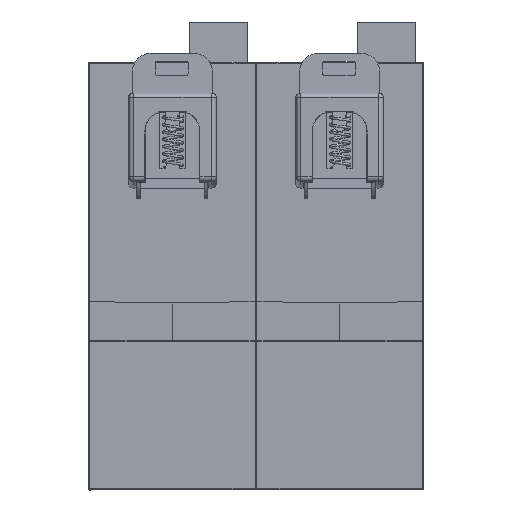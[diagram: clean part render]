
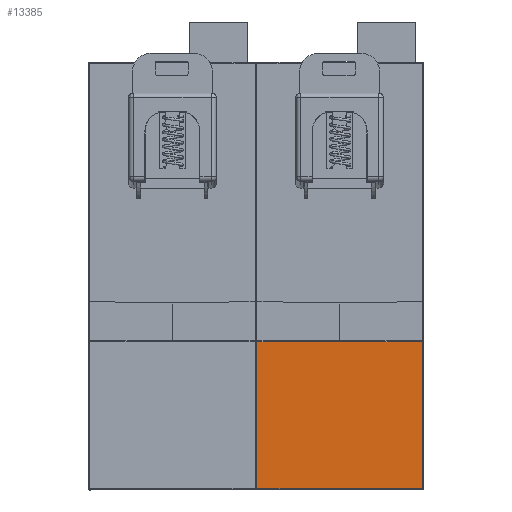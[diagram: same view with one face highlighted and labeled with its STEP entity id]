
A CAD part, top view. The second image highlights one B-rep face of the part: STEP entity #13385.
In plain terms, the highlighted planar face has unit normal (0, 0, 1).
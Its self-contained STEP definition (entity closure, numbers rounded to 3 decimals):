
#133 = CARTESIAN_POINT ( 'NONE',  ( -17.513, -13.92, 33.257 ) ) ;
#250 = EDGE_CURVE ( '����������� ������� Defeature2_91+����������� ������� Defeature2_104+����������� ������� Defeature2_105+����������� ������� Defeature2_92', #25252, #15038, #21500, .T. ) ;
#347 = VERTEX_POINT ( 'NONE', #6762 ) ;
#1526 = DIRECTION ( 'NONE',  ( 0., 0., -1. ) ) ;
#2671 = EDGE_CURVE ( '����������� ������� Defeature2_89+����������� ������� Defeature2_104+����������� ������� Defeature2_47+����������� ������� Defeature2_45', #18817, #20693, #13456, .T. ) ;
#4126 = EDGE_LOOP ( 'NONE', ( #17289, #21663, #4526, #24344, #17612 ) ) ;
#4208 = VECTOR ( 'NONE', #4720, 1000. ) ;
#4526 = ORIENTED_EDGE ( 'NONE', *, *, #15402, .F. ) ;
#4720 = DIRECTION ( 'NONE',  ( 1., 0.002, 0. ) ) ;
#5125 = EDGE_CURVE ( '����������� ������� Defeature2_92+����������� ������� Defeature2_104+����������� ������� Defeature2_91+����������� ������� Defeature2_47', #15038, #18817, #21350, .T. ) ;
#5456 = VECTOR ( 'NONE', #10341, 1000. ) ;
#5810 = DIRECTION ( 'NONE',  ( 0., 1., 0. ) ) ;
#6762 = CARTESIAN_POINT ( 'NONE',  ( -17.513, -45.091, 33.257 ) ) ;
#7321 = DIRECTION ( 'NONE',  ( -1., 0., 0. ) ) ;
#8308 = LINE ( 'NONE', #11757, #18433 ) ;
#9011 = CARTESIAN_POINT ( 'NONE',  ( 0., -13.89, 33.257 ) ) ;
#9530 = PLANE ( 'NONE',  #17309 ) ;
#10341 = DIRECTION ( 'NONE',  ( -1., 0., 0. ) ) ;
#10404 = EDGE_CURVE ( '����������� ������� Defeature2_113+����������� ������� Defeature2_104+����������� ������� Defeature2_103+����������� ������� Defeature2_105', #347, #25252, #8308, .T. ) ;
#11757 = CARTESIAN_POINT ( 'NONE',  ( -17.513, 0., 33.257 ) ) ;
#11926 = CARTESIAN_POINT ( 'NONE',  ( 0., -13.89, 33.257 ) ) ;
#13385 = ADVANCED_FACE ( '����������� ������� Defeature2_104', ( #24470 ), #9530, .F. ) ;
#13456 = LINE ( 'NONE', #19228, #15022 ) ;
#13576 = DIRECTION ( 'NONE',  ( 0., -1., 0. ) ) ;
#14477 = CARTESIAN_POINT ( 'NONE',  ( -17.513, -13.92, 33.257 ) ) ;
#14650 = CARTESIAN_POINT ( 'NONE',  ( -17.714, -45.091, 33.257 ) ) ;
#15022 = VECTOR ( 'NONE', #13576, 1000. ) ;
#15038 = VERTEX_POINT ( 'NONE', #9011 ) ;
#15402 = EDGE_CURVE ( '����������� ������� Defeature2_90+����������� ������� Defeature2_104+����������� ������� Defeature2_45+����������� ������� Defeature2_103', #20693, #347, #24614, .T. ) ;
#17289 = ORIENTED_EDGE ( 'NONE', *, *, #250, .F. ) ;
#17309 = AXIS2_PLACEMENT_3D ( 'NONE', #23756, #1526, #7321 ) ;
#17612 = ORIENTED_EDGE ( 'NONE', *, *, #5125, .F. ) ;
#18157 = CARTESIAN_POINT ( 'NONE',  ( 17.513, -13.92, 33.257 ) ) ;
#18433 = VECTOR ( 'NONE', #5810, 1000. ) ;
#18817 = VERTEX_POINT ( 'NONE', #18157 ) ;
#19228 = CARTESIAN_POINT ( 'NONE',  ( 17.513, -45.292, 33.257 ) ) ;
#19394 = CARTESIAN_POINT ( 'NONE',  ( 17.513, -45.091, 33.257 ) ) ;
#20693 = VERTEX_POINT ( 'NONE', #19394 ) ;
#21350 = LINE ( 'NONE', #11926, #23875 ) ;
#21500 = LINE ( 'NONE', #14477, #4208 ) ;
#21663 = ORIENTED_EDGE ( 'NONE', *, *, #10404, .F. ) ;
#23756 = CARTESIAN_POINT ( 'NONE',  ( -17.714, -45.292, 33.257 ) ) ;
#23875 = VECTOR ( 'NONE', #25926, 1000. ) ;
#24344 = ORIENTED_EDGE ( 'NONE', *, *, #2671, .F. ) ;
#24470 = FACE_OUTER_BOUND ( 'NONE', #4126, .T. ) ;
#24614 = LINE ( 'NONE', #14650, #5456 ) ;
#25252 = VERTEX_POINT ( 'NONE', #133 ) ;
#25926 = DIRECTION ( 'NONE',  ( 1., -0.002, 0. ) ) ;
